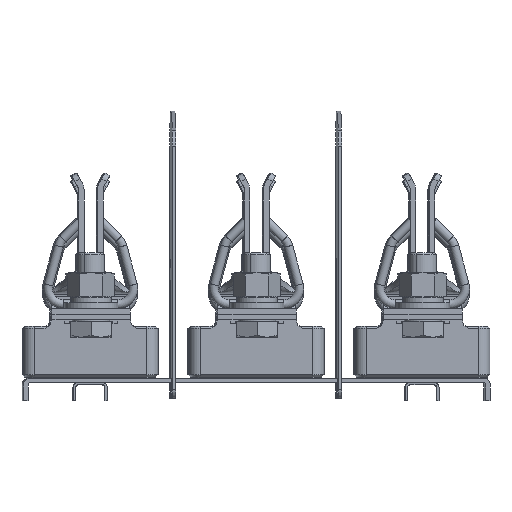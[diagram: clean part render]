
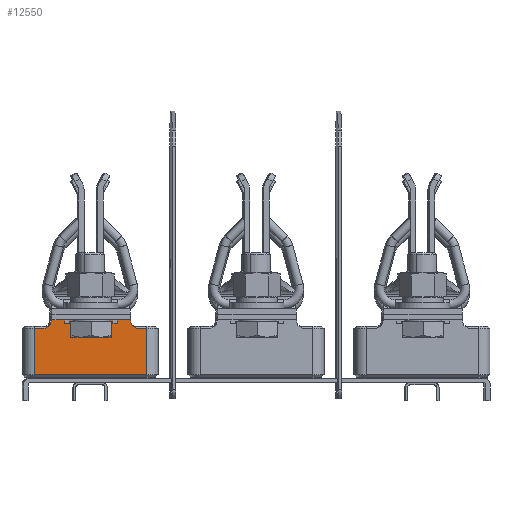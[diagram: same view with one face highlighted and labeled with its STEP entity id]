
A CAD part, front view. The second image highlights one B-rep face of the part: STEP entity #12550.
In plain terms, the highlighted face is planar.
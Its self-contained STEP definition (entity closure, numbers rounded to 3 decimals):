
#10494=DIRECTION('',(0.,-1.,0.));
#10495=VECTOR('',#10494,20.7);
#10496=CARTESIAN_POINT('',(-25.,22.2,25.));
#10497=LINE('',#10496,#10495);
#10523=DIRECTION('',(1.,0.,0.));
#10524=VECTOR('',#10523,50.);
#10525=CARTESIAN_POINT('',(-25.,1.5,25.));
#10526=LINE('',#10525,#10524);
#10530=DIRECTION('',(0.,-1.,0.));
#10531=VECTOR('',#10530,0.5);
#10532=CARTESIAN_POINT('',(-5.,26.,25.));
#10533=LINE('',#10532,#10531);
#10537=DIRECTION('',(1.,0.,0.));
#10538=VECTOR('',#10537,10.);
#10539=CARTESIAN_POINT('',(-5.,25.5,25.));
#10540=LINE('',#10539,#10538);
#10544=DIRECTION('',(1.,0.,0.));
#10545=VECTOR('',#10544,12.);
#10546=CARTESIAN_POINT('',(5.,26.,25.));
#10547=LINE('',#10546,#10545);
#10551=DIRECTION('',(0.819,-0.574,0.));
#10552=VECTOR('',#10551,0.819);
#10553=CARTESIAN_POINT('',(17.,26.,25.));
#10554=LINE('',#10553,#10552);
#10558=DIRECTION('',(0.342,-0.94,0.));
#10559=VECTOR('',#10558,1.98);
#10560=CARTESIAN_POINT('',(17.671,25.53,25.));
#10561=LINE('',#10560,#10559);
#10565=DIRECTION('',(0.819,-0.574,0.));
#10566=VECTOR('',#10565,2.563);
#10567=CARTESIAN_POINT('',(18.348,23.67,25.));
#10568=LINE('',#10567,#10566);
#10572=DIRECTION('',(0.819,0.574,0.));
#10573=VECTOR('',#10572,2.563);
#10574=CARTESIAN_POINT('',(-20.447,22.2,25.));
#10575=LINE('',#10574,#10573);
#10579=DIRECTION('',(0.342,0.94,0.));
#10580=VECTOR('',#10579,1.98);
#10581=CARTESIAN_POINT('',(-18.348,23.67,25.));
#10582=LINE('',#10581,#10580);
#10586=DIRECTION('',(0.819,0.574,0.));
#10587=VECTOR('',#10586,0.819);
#10588=CARTESIAN_POINT('',(-17.671,25.53,25.));
#10589=LINE('',#10588,#10587);
#10593=DIRECTION('',(1.,0.,0.));
#10594=VECTOR('',#10593,12.);
#10595=CARTESIAN_POINT('',(-17.,26.,25.));
#10596=LINE('',#10595,#10594);
#10684=DIRECTION('',(-1.,0.,0.));
#10685=VECTOR('',#10684,4.553);
#10686=CARTESIAN_POINT('',(-20.447,22.2,25.));
#10687=LINE('',#10686,#10685);
#10726=DIRECTION('',(-1.,0.,0.));
#10727=VECTOR('',#10726,4.553);
#10728=CARTESIAN_POINT('',(25.,22.2,25.));
#10729=LINE('',#10728,#10727);
#10762=DIRECTION('',(0.,1.,0.));
#10763=VECTOR('',#10762,20.7);
#10764=CARTESIAN_POINT('',(25.,1.5,25.));
#10765=LINE('',#10764,#10763);
#11540=DIRECTION('',(0.,-1.,0.));
#11541=VECTOR('',#11540,0.5);
#11542=CARTESIAN_POINT('',(5.,26.,25.));
#11543=LINE('',#11542,#11541);
#11806=CARTESIAN_POINT('',(-25.,22.2,25.));
#11807=VERTEX_POINT('',#11806);
#11809=CARTESIAN_POINT('',(-25.,1.5,25.));
#11811=VERTEX_POINT('',#11809);
#11816=CARTESIAN_POINT('',(25.,1.5,25.));
#11817=VERTEX_POINT('',#11816);
#11820=CARTESIAN_POINT('',(-5.,26.,25.));
#11821=CARTESIAN_POINT('',(-5.,25.5,25.));
#11822=VERTEX_POINT('',#11820);
#11823=VERTEX_POINT('',#11821);
#11824=CARTESIAN_POINT('',(5.,25.5,25.));
#11825=VERTEX_POINT('',#11824);
#11826=CARTESIAN_POINT('',(5.,26.,25.));
#11827=VERTEX_POINT('',#11826);
#11828=CARTESIAN_POINT('',(17.,26.,25.));
#11829=VERTEX_POINT('',#11828);
#11830=CARTESIAN_POINT('',(17.671,25.53,25.));
#11831=VERTEX_POINT('',#11830);
#11832=CARTESIAN_POINT('',(18.348,23.67,25.));
#11833=VERTEX_POINT('',#11832);
#11834=CARTESIAN_POINT('',(20.447,22.2,25.));
#11835=VERTEX_POINT('',#11834);
#11836=CARTESIAN_POINT('',(25.,22.2,25.));
#11837=VERTEX_POINT('',#11836);
#11838=CARTESIAN_POINT('',(-20.447,22.2,25.));
#11839=VERTEX_POINT('',#11838);
#11840=CARTESIAN_POINT('',(-18.348,23.67,25.));
#11841=VERTEX_POINT('',#11840);
#11842=CARTESIAN_POINT('',(-17.671,25.53,25.));
#11843=VERTEX_POINT('',#11842);
#11844=CARTESIAN_POINT('',(-17.,26.,25.));
#11845=VERTEX_POINT('',#11844);
#12513=CARTESIAN_POINT('',(-25.,0.,25.));
#12514=DIRECTION('',(0.,0.,1.));
#12515=DIRECTION('',(1.,0.,0.));
#12516=AXIS2_PLACEMENT_3D('',#12513,#12514,#12515);
#12517=PLANE('',#12516);
#12519=ORIENTED_EDGE('',*,*,#12518,.T.);
#12521=ORIENTED_EDGE('',*,*,#12520,.T.);
#12523=ORIENTED_EDGE('',*,*,#12522,.F.);
#12525=ORIENTED_EDGE('',*,*,#12524,.T.);
#12527=ORIENTED_EDGE('',*,*,#12526,.T.);
#12529=ORIENTED_EDGE('',*,*,#12528,.T.);
#12531=ORIENTED_EDGE('',*,*,#12530,.T.);
#12533=ORIENTED_EDGE('',*,*,#12532,.F.);
#12535=ORIENTED_EDGE('',*,*,#12534,.F.);
#12536=ORIENTED_EDGE('',*,*,#12503,.F.);
#12537=ORIENTED_EDGE('',*,*,#12478,.F.);
#12539=ORIENTED_EDGE('',*,*,#12538,.F.);
#12541=ORIENTED_EDGE('',*,*,#12540,.T.);
#12543=ORIENTED_EDGE('',*,*,#12542,.T.);
#12545=ORIENTED_EDGE('',*,*,#12544,.T.);
#12547=ORIENTED_EDGE('',*,*,#12546,.T.);
#12548=EDGE_LOOP('',(#12519,#12521,#12523,#12525,#12527,#12529,#12531,#12533,
#12535,#12536,#12537,#12539,#12541,#12543,#12545,#12547));
#12549=FACE_OUTER_BOUND('',#12548,.F.);
#12478=EDGE_CURVE('',#11807,#11811,#10497,.T.);
#12503=EDGE_CURVE('',#11811,#11817,#10526,.T.);
#12518=EDGE_CURVE('',#11822,#11823,#10533,.T.);
#12520=EDGE_CURVE('',#11823,#11825,#10540,.T.);
#12522=EDGE_CURVE('',#11827,#11825,#11543,.T.);
#12524=EDGE_CURVE('',#11827,#11829,#10547,.T.);
#12526=EDGE_CURVE('',#11829,#11831,#10554,.T.);
#12528=EDGE_CURVE('',#11831,#11833,#10561,.T.);
#12530=EDGE_CURVE('',#11833,#11835,#10568,.T.);
#12532=EDGE_CURVE('',#11837,#11835,#10729,.T.);
#12534=EDGE_CURVE('',#11817,#11837,#10765,.T.);
#12538=EDGE_CURVE('',#11839,#11807,#10687,.T.);
#12540=EDGE_CURVE('',#11839,#11841,#10575,.T.);
#12542=EDGE_CURVE('',#11841,#11843,#10582,.T.);
#12544=EDGE_CURVE('',#11843,#11845,#10589,.T.);
#12546=EDGE_CURVE('',#11845,#11822,#10596,.T.);
#12550=ADVANCED_FACE('',(#12549),#12517,.T.);
